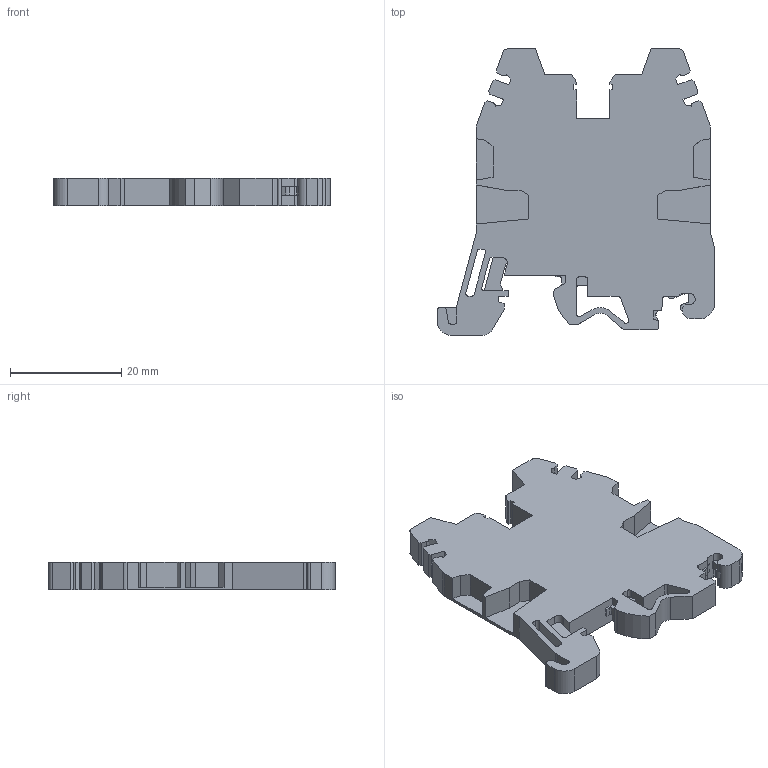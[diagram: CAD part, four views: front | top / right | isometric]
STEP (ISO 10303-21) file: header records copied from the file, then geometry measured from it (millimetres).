
FILE_DESCRIPTION(('Creo Elements/Direct Modeling STEP Export'),'2;1');
FILE_NAME('CBE.2.stp','2015-01-27T16:37:46',(''),(''),'PTC Creo Elements/Direct Modeling STEP processor for AP214 (Solid Model)','PTC Creo Elements/Direct Modeling 19.0A 04-Oct-2014 (C) Parametric Technology GmbH','');
FILE_SCHEMA(('AUTOMOTIVE_DESIGN { 1 0 10303 214 1 1 1 1 }'));
Length unit declared in the file: millimetre
Products named in the file (1): CBE.2
Bounding box: 49.8 x 51.5 x 5 mm (x, y, z)
Volume: 7993.3 mm3; surface area: 5461.9 mm2
Topology: 1 solids, 1 shells, 229 faces, 669 edges, 446 vertices
Faces by surface type: plane 167, cylinder 62
Entity records: 7324 total; most frequent: ORIENTED_EDGE 1338, CARTESIAN_POINT 1284, DIRECTION 1163, EDGE_CURVE 669, VECTOR 513, LINE 513, VERTEX_POINT 446, AXIS2_PLACEMENT_3D 325
